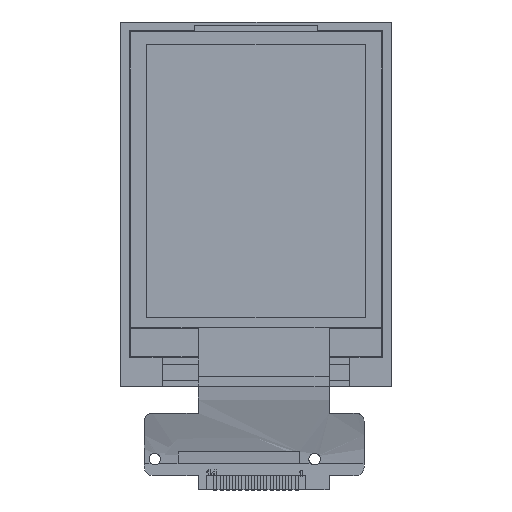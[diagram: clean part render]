
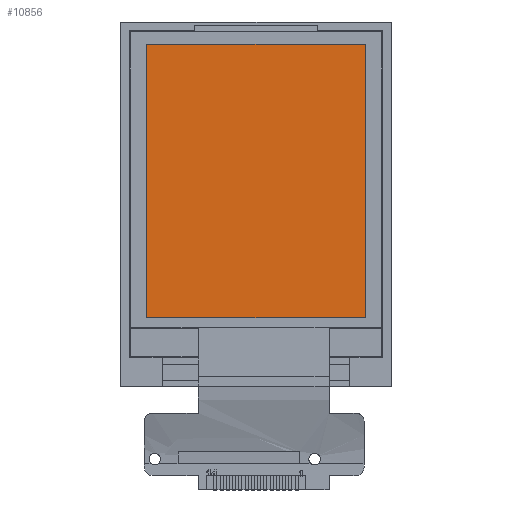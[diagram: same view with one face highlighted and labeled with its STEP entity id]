
A CAD part, top view. The second image highlights one B-rep face of the part: STEP entity #10856.
In plain terms, the highlighted planar face has unit normal (0, 0, 1).
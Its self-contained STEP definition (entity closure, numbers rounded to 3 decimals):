
#303=PLANE('',#11315);
#1087=LINE('',#14908,#1872);
#1089=LINE('',#14912,#1874);
#1091=LINE('',#14916,#1876);
#1093=LINE('',#14920,#1878);
#1872=VECTOR('',#12617,1000.);
#1874=VECTOR('',#12621,1000.);
#1876=VECTOR('',#12625,1000.);
#1878=VECTOR('',#12629,1000.);
#3527=ORIENTED_EDGE('',*,*,#5070,.F.);
#3528=ORIENTED_EDGE('',*,*,#5076,.F.);
#3529=ORIENTED_EDGE('',*,*,#5074,.F.);
#3530=ORIENTED_EDGE('',*,*,#5072,.F.);
#5070=EDGE_CURVE('',#5967,#5968,#1087,.T.);
#5072=EDGE_CURVE('',#5968,#5969,#1089,.T.);
#5074=EDGE_CURVE('',#5969,#5970,#1091,.T.);
#5076=EDGE_CURVE('',#5970,#5967,#1093,.T.);
#5967=VERTEX_POINT('',#14907);
#5968=VERTEX_POINT('',#14909);
#5969=VERTEX_POINT('',#14913);
#5970=VERTEX_POINT('',#14917);
#6865=EDGE_LOOP('',(#3527,#3528,#3529,#3530));
#7323=FACE_BOUND('',#6865,.T.);
#10856=ADVANCED_FACE('',(#7323),#303,.F.);
#11315=AXIS2_PLACEMENT_3D('',#14921,#12630,#12631);
#12617=DIRECTION('',(0.,1.,0.));
#12621=DIRECTION('',(1.,0.,0.));
#12625=DIRECTION('',(0.,-1.,0.));
#12629=DIRECTION('',(-1.,0.,0.));
#12630=DIRECTION('',(0.,0.,-1.));
#12631=DIRECTION('',(-1.,0.,0.));
#14907=CARTESIAN_POINT('',(-14.015,-14.553,1.733));
#14908=CARTESIAN_POINT('',(-14.015,-14.553,1.733));
#14909=CARTESIAN_POINT('',(-14.015,20.487,1.733));
#14912=CARTESIAN_POINT('',(-14.015,20.487,1.733));
#14913=CARTESIAN_POINT('',(14.015,20.487,1.733));
#14916=CARTESIAN_POINT('',(14.015,20.487,1.733));
#14917=CARTESIAN_POINT('',(14.015,-14.553,1.733));
#14920=CARTESIAN_POINT('',(14.015,-14.553,1.733));
#14921=CARTESIAN_POINT('',(0.,0.,1.733));
